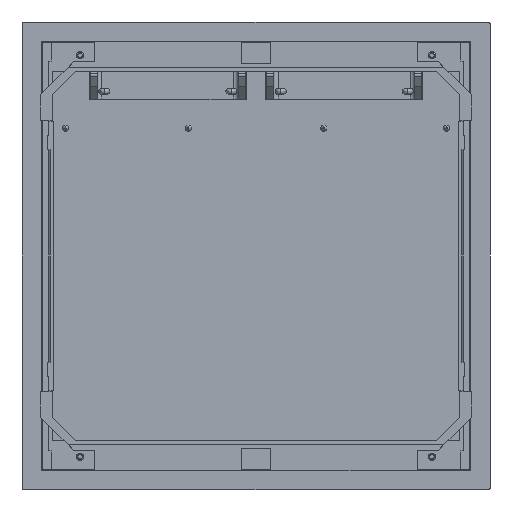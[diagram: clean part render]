
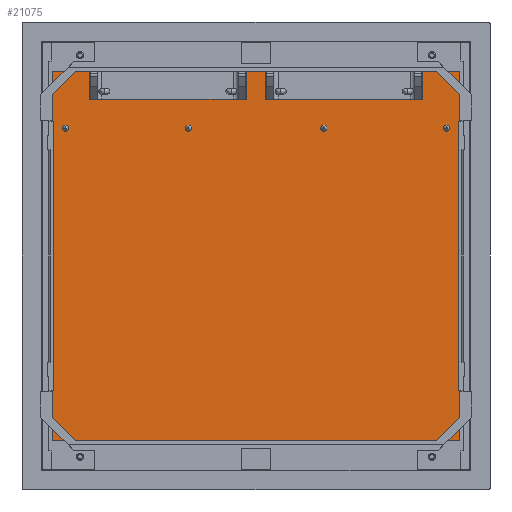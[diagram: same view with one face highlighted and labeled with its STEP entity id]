
A CAD part, front view. The second image highlights one B-rep face of the part: STEP entity #21075.
In plain terms, the highlighted planar face has unit normal (0, -1, 0).
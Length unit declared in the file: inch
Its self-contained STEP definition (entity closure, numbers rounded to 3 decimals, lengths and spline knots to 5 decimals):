
#185 = CARTESIAN_POINT ( 'NONE',  ( 4.58318, 0., 4.58318 ) ) ;
#249 = VERTEX_POINT ( 'NONE', #10779 ) ;
#841 = CARTESIAN_POINT ( 'NONE',  ( -0.22047, 0., 4.66535 ) ) ;
#858 = CARTESIAN_POINT ( 'NONE',  ( 0., 0., -4.58318 ) ) ;
#860 = VECTOR ( 'NONE', #22568, 39.37008 ) ;
#980 = VECTOR ( 'NONE', #12496, 39.37008 ) ;
#1825 = DIRECTION ( 'NONE',  ( 1., 0., 0. ) ) ;
#2033 = EDGE_LOOP ( 'NONE', ( #5849, #10808, #22144, #3148, #2312, #22302, #14485, #8171, #3678, #10132, #11033, #22235 ) ) ;
#2092 = EDGE_CURVE ( 'NONE', #18442, #20794, #14522, .T. ) ;
#2281 = LINE ( 'NONE', #15765, #11950 ) ;
#2312 = ORIENTED_EDGE ( 'NONE', *, *, #12288, .F. ) ;
#2616 = CARTESIAN_POINT ( 'NONE',  ( -4.58318, 0., 4.58318 ) ) ;
#2712 = CARTESIAN_POINT ( 'NONE',  ( 0.22047, 0., 4.66535 ) ) ;
#2850 = DIRECTION ( 'NONE',  ( 0., 0., -1. ) ) ;
#3148 = ORIENTED_EDGE ( 'NONE', *, *, #14872, .F. ) ;
#3354 = DIRECTION ( 'NONE',  ( 1., 0., 0. ) ) ;
#3436 = CARTESIAN_POINT ( 'NONE',  ( 0., 0., 3.47638 ) ) ;
#3592 = CARTESIAN_POINT ( 'NONE',  ( 0.22047, 0., 4.58318 ) ) ;
#3678 = ORIENTED_EDGE ( 'NONE', *, *, #5721, .F. ) ;
#3842 = LINE ( 'NONE', #10576, #8682 ) ;
#4730 = VERTEX_POINT ( 'NONE', #19925 ) ;
#4933 = CARTESIAN_POINT ( 'NONE',  ( 0.22047, 0., 3.47638 ) ) ;
#5387 = VECTOR ( 'NONE', #15412, 39.37008 ) ;
#5721 = EDGE_CURVE ( 'NONE', #6551, #249, #10264, .T. ) ;
#5849 = ORIENTED_EDGE ( 'NONE', *, *, #7070, .F. ) ;
#5884 = EDGE_CURVE ( 'NONE', #6460, #11693, #16556, .T. ) ;
#6317 = DIRECTION ( 'NONE',  ( 0., 0., 1. ) ) ;
#6460 = VERTEX_POINT ( 'NONE', #2616 ) ;
#6492 = VECTOR ( 'NONE', #1825, 39.37008 ) ;
#6551 = VERTEX_POINT ( 'NONE', #185 ) ;
#6807 = CARTESIAN_POINT ( 'NONE',  ( -0.22047, 0., 3.47638 ) ) ;
#7070 = EDGE_CURVE ( 'NONE', #13422, #18442, #7299, .T. ) ;
#7258 = VERTEX_POINT ( 'NONE', #23289 ) ;
#7299 = LINE ( 'NONE', #2712, #20653 ) ;
#8171 = ORIENTED_EDGE ( 'NONE', *, *, #20287, .F. ) ;
#8254 = CARTESIAN_POINT ( 'NONE',  ( 0., 0., 4.58318 ) ) ;
#8682 = VECTOR ( 'NONE', #21421, 39.37008 ) ;
#9186 = VECTOR ( 'NONE', #22800, 39.37008 ) ;
#9438 = DIRECTION ( 'NONE',  ( 0., 1., 0. ) ) ;
#9995 = LINE ( 'NONE', #15450, #860 ) ;
#10132 = ORIENTED_EDGE ( 'NONE', *, *, #11781, .F. ) ;
#10148 = VECTOR ( 'NONE', #6317, 39.37008 ) ;
#10228 = LINE ( 'NONE', #858, #5387 ) ;
#10264 = LINE ( 'NONE', #23154, #9186 ) ;
#10267 = VECTOR ( 'NONE', #3354, 39.37008 ) ;
#10576 = CARTESIAN_POINT ( 'NONE',  ( -3.69685, 0., 4.66535 ) ) ;
#10678 = LINE ( 'NONE', #21519, #980 ) ;
#10763 = EDGE_CURVE ( 'NONE', #22260, #6460, #9995, .T. ) ;
#10779 = CARTESIAN_POINT ( 'NONE',  ( 4.58318, 0., -4.58318 ) ) ;
#10808 = ORIENTED_EDGE ( 'NONE', *, *, #12155, .F. ) ;
#10901 = CARTESIAN_POINT ( 'NONE',  ( 0., 0., 3.47638 ) ) ;
#11033 = ORIENTED_EDGE ( 'NONE', *, *, #22549, .F. ) ;
#11178 = PLANE ( 'NONE',  #18412 ) ;
#11199 = CARTESIAN_POINT ( 'NONE',  ( -3.69685, 0., 3.47638 ) ) ;
#11693 = VERTEX_POINT ( 'NONE', #15589 ) ;
#11781 = EDGE_CURVE ( 'NONE', #7258, #6551, #10678, .T. ) ;
#11917 = DIRECTION ( 'NONE',  ( 1., 0., 0. ) ) ;
#11950 = VECTOR ( 'NONE', #15613, 39.37008 ) ;
#12155 = EDGE_CURVE ( 'NONE', #4730, #13422, #22832, .T. ) ;
#12288 = EDGE_CURVE ( 'NONE', #11693, #22406, #3842, .T. ) ;
#12496 = DIRECTION ( 'NONE',  ( 1., 0., 0. ) ) ;
#13422 = VERTEX_POINT ( 'NONE', #3592 ) ;
#14485 = ORIENTED_EDGE ( 'NONE', *, *, #10763, .F. ) ;
#14522 = LINE ( 'NONE', #3436, #10267 ) ;
#14872 = EDGE_CURVE ( 'NONE', #22406, #21700, #16196, .T. ) ;
#15230 = FACE_OUTER_BOUND ( 'NONE', #2033, .T. ) ;
#15412 = DIRECTION ( 'NONE',  ( -1., 0., 0. ) ) ;
#15450 = CARTESIAN_POINT ( 'NONE',  ( -4.58318, 0., 4.66535 ) ) ;
#15589 = CARTESIAN_POINT ( 'NONE',  ( -3.69685, 0., 4.58318 ) ) ;
#15613 = DIRECTION ( 'NONE',  ( 0., 0., 1. ) ) ;
#15716 = CARTESIAN_POINT ( 'NONE',  ( -4.58318, 0., -4.58318 ) ) ;
#15765 = CARTESIAN_POINT ( 'NONE',  ( 3.69685, 0., 4.66535 ) ) ;
#16196 = LINE ( 'NONE', #10901, #6492 ) ;
#16556 = LINE ( 'NONE', #19693, #21355 ) ;
#18054 = VECTOR ( 'NONE', #11917, 39.37008 ) ;
#18412 = AXIS2_PLACEMENT_3D ( 'NONE', #20267, #9438, #22110 ) ;
#18442 = VERTEX_POINT ( 'NONE', #4933 ) ;
#19636 = DIRECTION ( 'NONE',  ( 1., 0., 0. ) ) ;
#19693 = CARTESIAN_POINT ( 'NONE',  ( 0., 0., 4.58318 ) ) ;
#19925 = CARTESIAN_POINT ( 'NONE',  ( -0.22047, 0., 4.58318 ) ) ;
#20267 = CARTESIAN_POINT ( 'NONE',  ( 0., 0., 4.66535 ) ) ;
#20287 = EDGE_CURVE ( 'NONE', #249, #22260, #10228, .T. ) ;
#20653 = VECTOR ( 'NONE', #2850, 39.37008 ) ;
#20794 = VERTEX_POINT ( 'NONE', #20979 ) ;
#20876 = LINE ( 'NONE', #841, #10148 ) ;
#20979 = CARTESIAN_POINT ( 'NONE',  ( 3.69685, 0., 3.47638 ) ) ;
#21075 = ADVANCED_FACE ( 'NONE', ( #15230 ), #11178, .F. ) ;
#21355 = VECTOR ( 'NONE', #19636, 39.37008 ) ;
#21421 = DIRECTION ( 'NONE',  ( 0., 0., -1. ) ) ;
#21519 = CARTESIAN_POINT ( 'NONE',  ( 0., 0., 4.58318 ) ) ;
#21700 = VERTEX_POINT ( 'NONE', #6807 ) ;
#22110 = DIRECTION ( 'NONE',  ( 0., 0., 1. ) ) ;
#22144 = ORIENTED_EDGE ( 'NONE', *, *, #23513, .F. ) ;
#22235 = ORIENTED_EDGE ( 'NONE', *, *, #2092, .F. ) ;
#22260 = VERTEX_POINT ( 'NONE', #15716 ) ;
#22302 = ORIENTED_EDGE ( 'NONE', *, *, #5884, .F. ) ;
#22406 = VERTEX_POINT ( 'NONE', #11199 ) ;
#22549 = EDGE_CURVE ( 'NONE', #20794, #7258, #2281, .T. ) ;
#22568 = DIRECTION ( 'NONE',  ( 0., 0., 1. ) ) ;
#22800 = DIRECTION ( 'NONE',  ( 0., 0., -1. ) ) ;
#22832 = LINE ( 'NONE', #8254, #18054 ) ;
#23154 = CARTESIAN_POINT ( 'NONE',  ( 4.58318, 0., 4.66535 ) ) ;
#23289 = CARTESIAN_POINT ( 'NONE',  ( 3.69685, 0., 4.58318 ) ) ;
#23513 = EDGE_CURVE ( 'NONE', #21700, #4730, #20876, .T. ) ;
